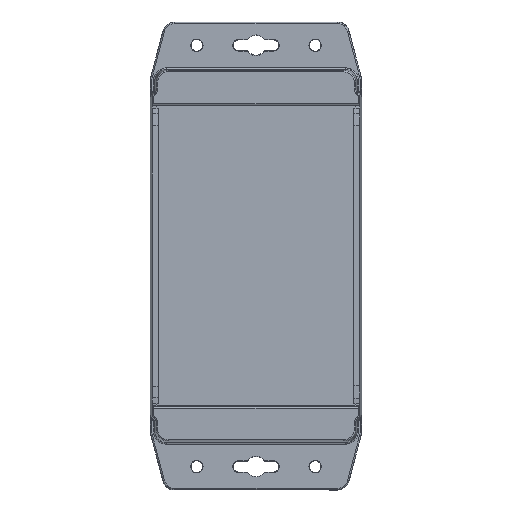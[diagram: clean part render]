
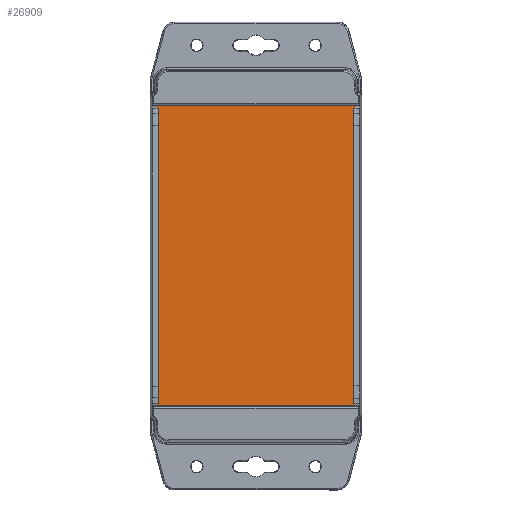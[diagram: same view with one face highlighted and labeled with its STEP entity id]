
A CAD part, top view. The second image highlights one B-rep face of the part: STEP entity #26909.
In plain terms, the highlighted planar face has unit normal (0, 0, 1).
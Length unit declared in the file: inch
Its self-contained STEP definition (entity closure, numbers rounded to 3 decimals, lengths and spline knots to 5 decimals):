
#520 = EDGE_CURVE ( 'NONE', #25799, #24752, #31294, .T. ) ;
#1103 = VERTEX_POINT ( 'NONE', #11181 ) ;
#1314 = CARTESIAN_POINT ( 'NONE',  ( -3.20047, -5.31148, 0.81496 ) ) ;
#1603 = CARTESIAN_POINT ( 'NONE',  ( -3.17756, -0.27933, 0.81496 ) ) ;
#2109 = VECTOR ( 'NONE', #30306, 39.37008 ) ;
#2556 = VECTOR ( 'NONE', #14151, 39.37008 ) ;
#2662 = LINE ( 'NONE', #19744, #24866 ) ;
#2807 = CARTESIAN_POINT ( 'NONE',  ( -1.529, -0.24058, 0.81496 ) ) ;
#3190 = DIRECTION ( 'NONE',  ( -1., 0., 0. ) ) ;
#3870 = LINE ( 'NONE', #7464, #4465 ) ;
#4465 = VECTOR ( 'NONE', #24346, 39.37008 ) ;
#4488 = LINE ( 'NONE', #24984, #22206 ) ;
#4919 = CARTESIAN_POINT ( 'NONE',  ( 0.14247, -5.31148, 0.81496 ) ) ;
#5906 = DIRECTION ( 'NONE',  ( 1., 0., 0. ) ) ;
#6548 = EDGE_CURVE ( 'NONE', #15541, #14794, #6556, .T. ) ;
#6556 = LINE ( 'NONE', #19610, #26095 ) ;
#6692 = VECTOR ( 'NONE', #27566, 39.37008 ) ;
#7039 = CARTESIAN_POINT ( 'NONE',  ( -3.17756, -5.27263, 0.81496 ) ) ;
#7464 = CARTESIAN_POINT ( 'NONE',  ( 0.11956, -0.27933, 0.81496 ) ) ;
#7628 = ORIENTED_EDGE ( 'NONE', *, *, #43316, .T. ) ;
#8046 = VERTEX_POINT ( 'NONE', #1603 ) ;
#9372 = ORIENTED_EDGE ( 'NONE', *, *, #6548, .F. ) ;
#9636 = ORIENTED_EDGE ( 'NONE', *, *, #10247, .T. ) ;
#9874 = VERTEX_POINT ( 'NONE', #22075 ) ;
#10247 = EDGE_CURVE ( 'NONE', #9874, #31716, #42292, .T. ) ;
#10806 = LINE ( 'NONE', #34038, #33105 ) ;
#10953 = CARTESIAN_POINT ( 'NONE',  ( -3.20321, -0.27944, 0.81496 ) ) ;
#11181 = CARTESIAN_POINT ( 'NONE',  ( -3.20047, -0.24058, 0.81496 ) ) ;
#11298 = CARTESIAN_POINT ( 'NONE',  ( 0.14522, -0.27944, 0.81496 ) ) ;
#11529 = EDGE_CURVE ( 'NONE', #40403, #8046, #2662, .T. ) ;
#12037 = ORIENTED_EDGE ( 'NONE', *, *, #520, .F. ) ;
#12055 = CARTESIAN_POINT ( 'NONE',  ( 0.11956, -5.27263, 0.81496 ) ) ;
#12167 = VECTOR ( 'NONE', #15611, 39.37008 ) ;
#13286 = VECTOR ( 'NONE', #22233, 39.37008 ) ;
#13988 = ORIENTED_EDGE ( 'NONE', *, *, #31375, .F. ) ;
#14151 = DIRECTION ( 'NONE',  ( 0.07, -0.998, 0. ) ) ;
#14794 = VERTEX_POINT ( 'NONE', #12055 ) ;
#15541 = VERTEX_POINT ( 'NONE', #23151 ) ;
#15611 = DIRECTION ( 'NONE',  ( -1., 0., 0. ) ) ;
#16321 = CARTESIAN_POINT ( 'NONE',  ( -1.529, -5.31148, 0.81496 ) ) ;
#16761 = EDGE_CURVE ( 'NONE', #9874, #43222, #39983, .T. ) ;
#17021 = DIRECTION ( 'NONE',  ( 0., 1., 0. ) ) ;
#17077 = CARTESIAN_POINT ( 'NONE',  ( 0.14247, -0.24058, 0.81496 ) ) ;
#18704 = EDGE_LOOP ( 'NONE', ( #7628, #38344, #36416, #34383, #23645, #9636, #22971, #9372, #42477, #12037, #34602, #13988 ) ) ;
#19060 = VERTEX_POINT ( 'NONE', #41145 ) ;
#19610 = CARTESIAN_POINT ( 'NONE',  ( 0.11956, -2.77603, 0.81496 ) ) ;
#19654 = CARTESIAN_POINT ( 'NONE',  ( -1.529, -5.27263, 0.81496 ) ) ;
#19744 = CARTESIAN_POINT ( 'NONE',  ( -3.17756, -2.77603, 0.81496 ) ) ;
#21975 = VECTOR ( 'NONE', #42045, 39.37008 ) ;
#22075 = CARTESIAN_POINT ( 'NONE',  ( 0.14247, -5.31148, 0.81496 ) ) ;
#22206 = VECTOR ( 'NONE', #31300, 39.37008 ) ;
#22233 = DIRECTION ( 'NONE',  ( 0.07, 0.998, 0. ) ) ;
#22291 = DIRECTION ( 'NONE',  ( 0.07, -0.998, 0. ) ) ;
#22645 = EDGE_CURVE ( 'NONE', #15541, #24752, #3870, .T. ) ;
#22971 = ORIENTED_EDGE ( 'NONE', *, *, #33121, .T. ) ;
#23151 = CARTESIAN_POINT ( 'NONE',  ( 0.11956, -0.27933, 0.81496 ) ) ;
#23645 = ORIENTED_EDGE ( 'NONE', *, *, #16761, .F. ) ;
#24070 = CARTESIAN_POINT ( 'NONE',  ( -3.20321, -0.27944, 0.81496 ) ) ;
#24346 = DIRECTION ( 'NONE',  ( 1., -0.004, 0. ) ) ;
#24681 = VECTOR ( 'NONE', #22291, 39.37008 ) ;
#24752 = VERTEX_POINT ( 'NONE', #11298 ) ;
#24866 = VECTOR ( 'NONE', #17021, 39.37008 ) ;
#24984 = CARTESIAN_POINT ( 'NONE',  ( -3.20321, -0.27944, 0.81496 ) ) ;
#25759 = LINE ( 'NONE', #19654, #12167 ) ;
#25799 = VERTEX_POINT ( 'NONE', #37274 ) ;
#25903 = CARTESIAN_POINT ( 'NONE',  ( -3.20321, -5.27263, 0.81496 ) ) ;
#26095 = VECTOR ( 'NONE', #37178, 39.37008 ) ;
#26909 = ADVANCED_FACE ( 'NONE', ( #42627 ), #39666, .F. ) ;
#27566 = DIRECTION ( 'NONE',  ( 1., 0., 0. ) ) ;
#27736 = EDGE_CURVE ( 'NONE', #1103, #25799, #37457, .T. ) ;
#28572 = EDGE_CURVE ( 'NONE', #19060, #43222, #42583, .T. ) ;
#28911 = AXIS2_PLACEMENT_3D ( 'NONE', #29556, #36738, #5906 ) ;
#29556 = CARTESIAN_POINT ( 'NONE',  ( -1.529, -2.77603, 0.81496 ) ) ;
#30306 = DIRECTION ( 'NONE',  ( -1., 0., 0. ) ) ;
#31192 = CARTESIAN_POINT ( 'NONE',  ( 0.14522, -5.27263, 0.81496 ) ) ;
#31251 = LINE ( 'NONE', #10953, #21975 ) ;
#31294 = LINE ( 'NONE', #17077, #2556 ) ;
#31300 = DIRECTION ( 'NONE',  ( 0.07, 0.998, 0. ) ) ;
#31375 = EDGE_CURVE ( 'NONE', #34421, #1103, #4488, .T. ) ;
#31716 = VERTEX_POINT ( 'NONE', #31192 ) ;
#32023 = EDGE_CURVE ( 'NONE', #40403, #19060, #25759, .T. ) ;
#33105 = VECTOR ( 'NONE', #3190, 39.37008 ) ;
#33121 = EDGE_CURVE ( 'NONE', #31716, #14794, #10806, .T. ) ;
#34038 = CARTESIAN_POINT ( 'NONE',  ( -1.529, -5.27263, 0.81496 ) ) ;
#34383 = ORIENTED_EDGE ( 'NONE', *, *, #28572, .T. ) ;
#34421 = VERTEX_POINT ( 'NONE', #24070 ) ;
#34602 = ORIENTED_EDGE ( 'NONE', *, *, #27736, .F. ) ;
#36416 = ORIENTED_EDGE ( 'NONE', *, *, #32023, .T. ) ;
#36738 = DIRECTION ( 'NONE',  ( 0., 0., -1. ) ) ;
#37178 = DIRECTION ( 'NONE',  ( 0., -1., 0. ) ) ;
#37274 = CARTESIAN_POINT ( 'NONE',  ( 0.14247, -0.24058, 0.81496 ) ) ;
#37457 = LINE ( 'NONE', #2807, #6692 ) ;
#38344 = ORIENTED_EDGE ( 'NONE', *, *, #11529, .F. ) ;
#39666 = PLANE ( 'NONE',  #28911 ) ;
#39983 = LINE ( 'NONE', #16321, #2109 ) ;
#40403 = VERTEX_POINT ( 'NONE', #7039 ) ;
#41145 = CARTESIAN_POINT ( 'NONE',  ( -3.20321, -5.27263, 0.81496 ) ) ;
#42045 = DIRECTION ( 'NONE',  ( 1., 0.004, 0. ) ) ;
#42292 = LINE ( 'NONE', #4919, #13286 ) ;
#42477 = ORIENTED_EDGE ( 'NONE', *, *, #22645, .T. ) ;
#42583 = LINE ( 'NONE', #25903, #24681 ) ;
#42627 = FACE_OUTER_BOUND ( 'NONE', #18704, .T. ) ;
#43222 = VERTEX_POINT ( 'NONE', #1314 ) ;
#43316 = EDGE_CURVE ( 'NONE', #34421, #8046, #31251, .T. ) ;
